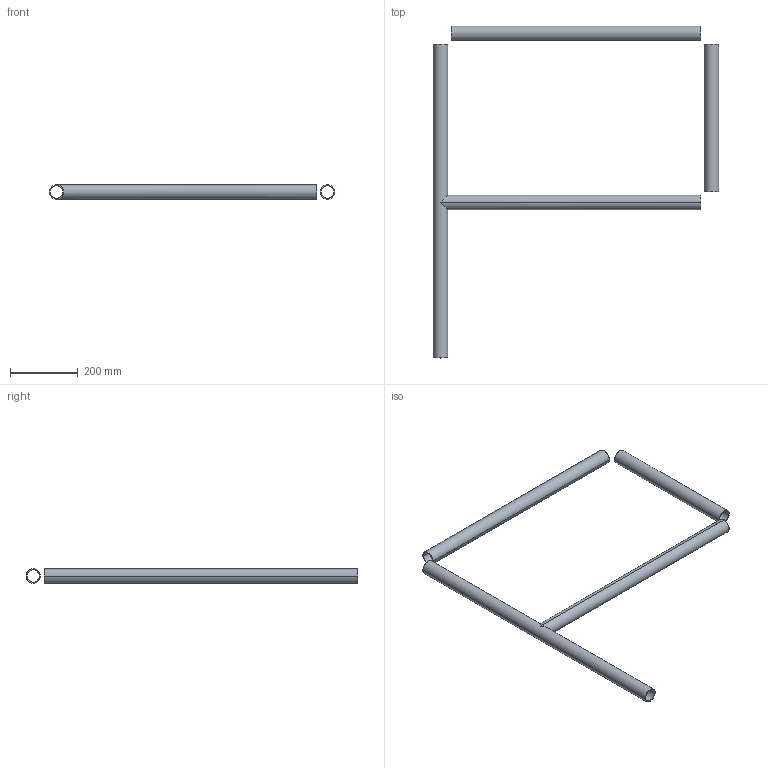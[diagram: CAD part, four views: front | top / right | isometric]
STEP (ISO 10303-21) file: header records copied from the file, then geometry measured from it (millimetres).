
FILE_DESCRIPTION (( 'STEP AP203' ), '1' );
FILE_NAME ('3467-95-15-10_REV_.step', '2026-01-04T05:02:36', ( '' ), ( '' ), 'SwSTEP 2.0', 'SolidWorks 2025', '' );
FILE_SCHEMA (( 'CONFIG_CONTROL_DESIGN' ));
Length unit declared in the file: millimetre
Products named in the file (1): 3467-95-15-10_REV_
Bounding box: 842.4 x 980.2 x 42.4 mm (x, y, z)
Volume: 1123821.2 mm3; surface area: 705874.9 mm2
Topology: 4 solids, 4 shells, 25 faces, 54 edges, 36 vertices
Faces by surface type: cylinder 18, plane 7
Entity records: 909 total; most frequent: CARTESIAN_POINT 262, DIRECTION 126, ORIENTED_EDGE 108, AXIS2_PLACEMENT_3D 54, EDGE_CURVE 54, VERTEX_POINT 36, EDGE_LOOP 32, CIRCLE 28
